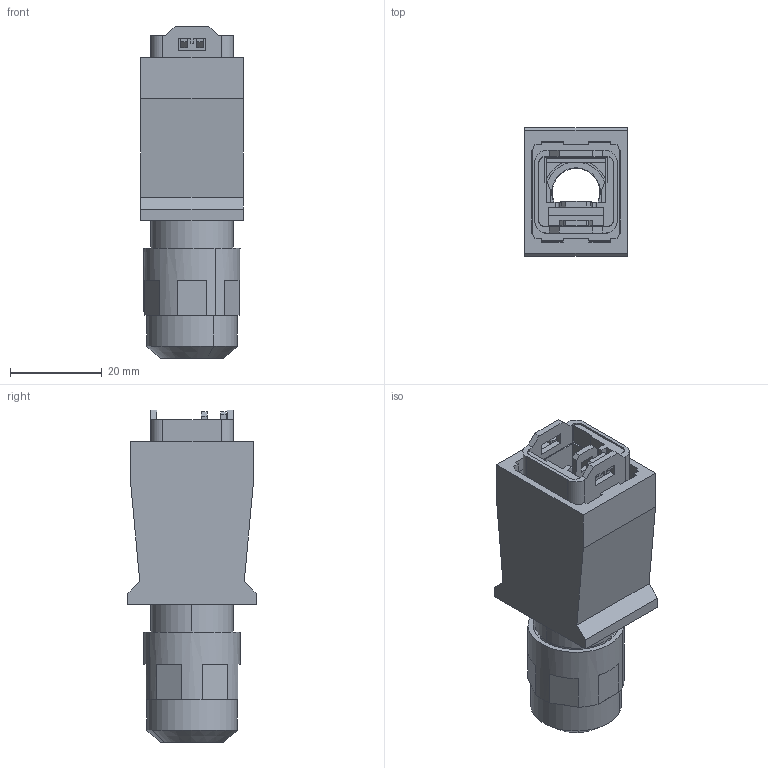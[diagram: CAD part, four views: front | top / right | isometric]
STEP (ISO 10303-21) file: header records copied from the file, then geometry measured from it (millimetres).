
FILE_DESCRIPTION(('CATIA V5R24 STEP','CAx-IF Rec.Pracs.--- Model Styling and Organization---1.2---2011-12-15'),'2;1');
FILE_NAME ('D1446486_0_1011560000_1011560000.stp','2017-09-14T08:04:21+00:00',('none'),('Weidmueller'),'CATIA Version 5-6 Release 2014 SP4 HF52','CATIA V5 STEP AP214','none');
FILE_SCHEMA(('AUTOMOTIVE_DESIGN { 1 0 10303 214 1 1 1 1 }'));
Length unit declared in the file: millimetre
Products named in the file (1): 1011560000
Bounding box: 22.3 x 27.99 x 72.45 mm (x, y, z)
Volume: 17685.3 mm3; surface area: 22495.8 mm2
Topology: 4 solids, 4 shells, 268 faces, 770 edges, 524 vertices
Faces by surface type: plane 206, cylinder 54, extrusion 6, cone 2
Entity records: 8440 total; most frequent: CARTESIAN_POINT 1657, ORIENTED_EDGE 1540, DIRECTION 1131, EDGE_CURVE 770, VECTOR 610, LINE 604, VERTEX_POINT 524, AXIS2_PLACEMENT_3D 328
